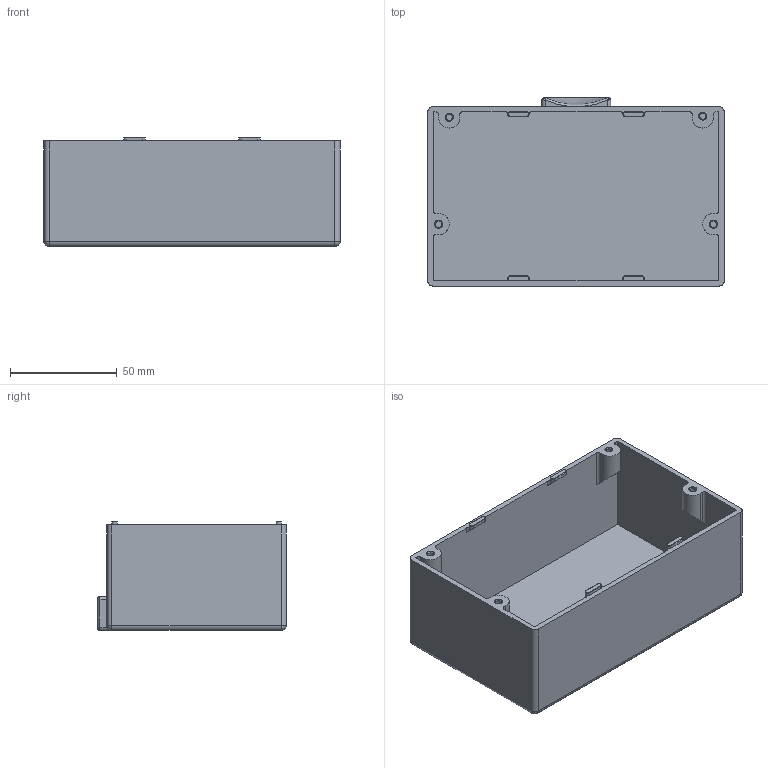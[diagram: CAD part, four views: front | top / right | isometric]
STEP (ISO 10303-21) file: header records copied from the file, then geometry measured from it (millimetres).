
FILE_DESCRIPTION(/* description */ (''),/* implementation_level */ '2;1');
FILE_NAME(/* name */ 'Macintosh_Portable_Battery_Adapter_v1.1_Cover.stp',/* time_stamp */ '2022-06-28T22:47:14-04:00',/* author */ (''),/* organization */ (''),/* preprocessor_version */ 'ST-DEVELOPER v15.2',/* originating_system */ 'Autodesk Translator Framework v2.0.0.5431',/* authorisation */ '');
FILE_SCHEMA (('AUTOMOTIVE_DESIGN { 1 0 10303 214 3 1 1 }'));
Length unit declared in the file: centimetre
Products named in the file (1): Macintosh_Portable_Battery_Adapter_v1.1_Cover
Bounding box: 139 x 88.45 x 51.1 mm (x, y, z)
Volume: 73635.7 mm3; surface area: 67454.3 mm2
Topology: 1 solids, 3 shells, 145 faces, 355 edges, 218 vertices
Faces by surface type: plane 64, cylinder 48, cone 16, sphere 9, bspline 6, torus 2
Full cylindrical faces by diameter (mm): 3 x4
Entity records: 4261 total; most frequent: CARTESIAN_POINT 812, DIRECTION 759, ORIENTED_EDGE 682, EDGE_CURVE 341, AXIS2_PLACEMENT_3D 284, VERTEX_POINT 218, LINE 191, VECTOR 191
